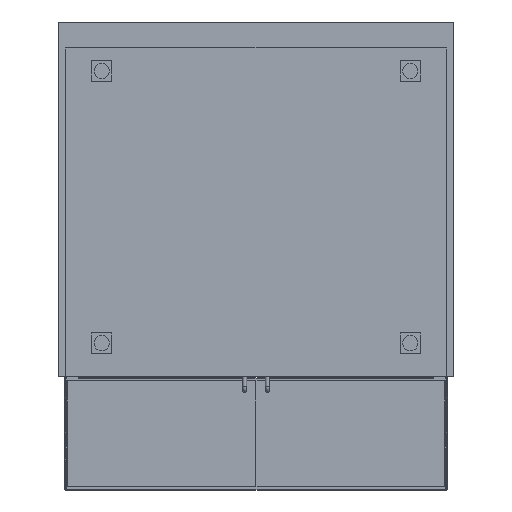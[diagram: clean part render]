
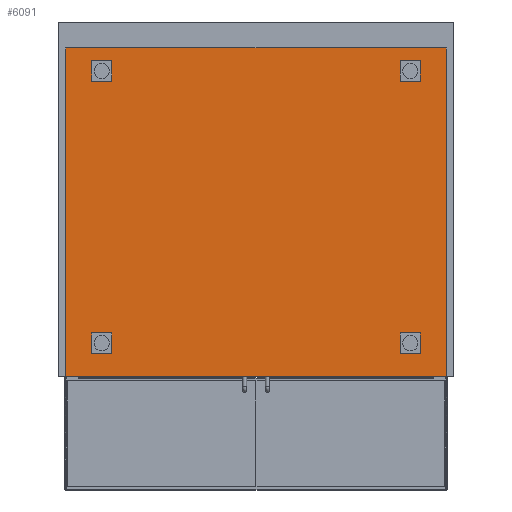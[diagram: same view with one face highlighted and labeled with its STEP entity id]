
A CAD part, front view. The second image highlights one B-rep face of the part: STEP entity #6091.
In plain terms, the highlighted planar face has unit normal (0, -1, 0).
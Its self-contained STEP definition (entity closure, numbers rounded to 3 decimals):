
#691 = VECTOR ( 'NONE', #7010, 1000. ) ;
#719 = ORIENTED_EDGE ( 'NONE', *, *, #1585, .T. ) ;
#734 = DIRECTION ( 'NONE',  ( 0., 0., -1. ) ) ;
#946 = VERTEX_POINT ( 'NONE', #6448 ) ;
#1426 = AXIS2_PLACEMENT_3D ( 'NONE', #10030, #9464, #1797 ) ;
#1585 = EDGE_CURVE ( 'NONE', #10994, #946, #7728, .T. ) ;
#1587 = ORIENTED_EDGE ( 'NONE', *, *, #10149, .T. ) ;
#1754 = LINE ( 'NONE', #4523, #10140 ) ;
#1759 = VECTOR ( 'NONE', #2548, 1000. ) ;
#1797 = DIRECTION ( 'NONE',  ( 0., 0., -1. ) ) ;
#1973 = ORIENTED_EDGE ( 'NONE', *, *, #10564, .T. ) ;
#2005 = FACE_OUTER_BOUND ( 'NONE', #3217, .T. ) ;
#2106 = ORIENTED_EDGE ( 'NONE', *, *, #5022, .T. ) ;
#2192 = VERTEX_POINT ( 'NONE', #6765 ) ;
#2548 = DIRECTION ( 'NONE',  ( 1., 0., 0. ) ) ;
#2672 = VERTEX_POINT ( 'NONE', #12328 ) ;
#3217 = EDGE_LOOP ( 'NONE', ( #719, #1587, #2106, #1973 ) ) ;
#4523 = CARTESIAN_POINT ( 'NONE',  ( 373.5, -498., 296.5 ) ) ;
#4568 = DIRECTION ( 'NONE',  ( 0., 0., 1. ) ) ;
#5022 = EDGE_CURVE ( 'NONE', #2192, #2672, #1754, .T. ) ;
#5311 = VECTOR ( 'NONE', #734, 1000. ) ;
#6091 = ADVANCED_FACE ( 'NONE', ( #2005 ), #9082, .T. ) ;
#6431 = CARTESIAN_POINT ( 'NONE',  ( -373.5, -498., -347.5 ) ) ;
#6448 = CARTESIAN_POINT ( 'NONE',  ( -373.5, -498., -347.5 ) ) ;
#6765 = CARTESIAN_POINT ( 'NONE',  ( 373.5, -498., -347.5 ) ) ;
#6868 = CARTESIAN_POINT ( 'NONE',  ( -373.5, -498., 296.5 ) ) ;
#7010 = DIRECTION ( 'NONE',  ( -1., 0., 0. ) ) ;
#7549 = CARTESIAN_POINT ( 'NONE',  ( -373.5, -498., 296.5 ) ) ;
#7728 = LINE ( 'NONE', #7549, #5311 ) ;
#8208 = LINE ( 'NONE', #6431, #1759 ) ;
#8891 = CARTESIAN_POINT ( 'NONE',  ( -373.5, -498., 296.5 ) ) ;
#9082 = PLANE ( 'NONE',  #1426 ) ;
#9464 = DIRECTION ( 'NONE',  ( 0., -1., 0. ) ) ;
#9825 = LINE ( 'NONE', #6868, #691 ) ;
#10030 = CARTESIAN_POINT ( 'NONE',  ( 0., -498., 0. ) ) ;
#10140 = VECTOR ( 'NONE', #4568, 1000. ) ;
#10149 = EDGE_CURVE ( 'NONE', #946, #2192, #8208, .T. ) ;
#10564 = EDGE_CURVE ( 'NONE', #2672, #10994, #9825, .T. ) ;
#10994 = VERTEX_POINT ( 'NONE', #8891 ) ;
#12328 = CARTESIAN_POINT ( 'NONE',  ( 373.5, -498., 296.5 ) ) ;
